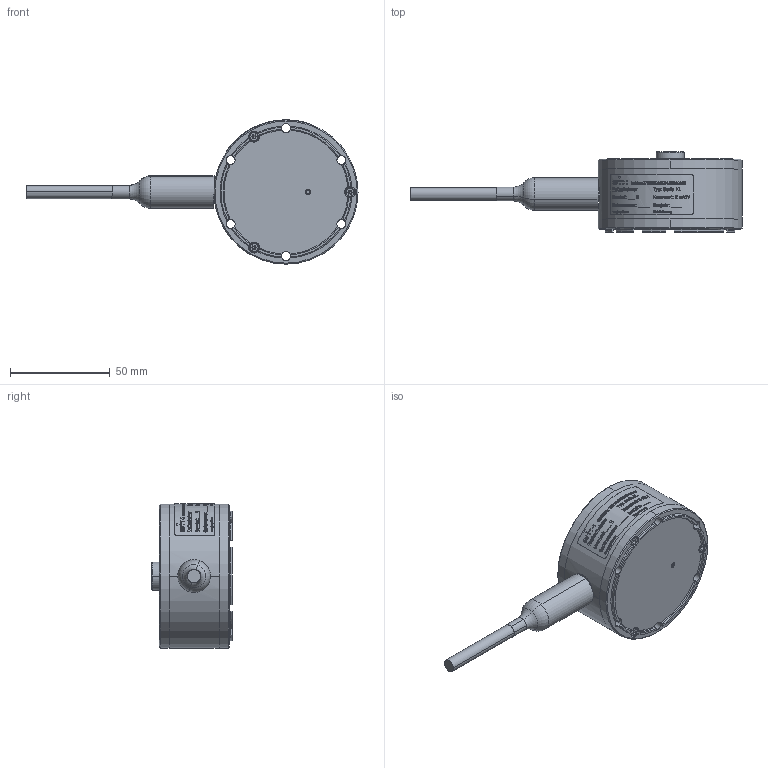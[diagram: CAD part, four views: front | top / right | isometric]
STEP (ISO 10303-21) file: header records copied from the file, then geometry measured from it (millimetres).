
FILE_DESCRIPTION (( 'STEP AP203' ), '1' );
FILE_NAME ('000864.STEP', '2015-05-04T09:43:05', ( '' ), ( '' ), 'SwSTEP 2.0', 'SolidWorks 2012', '' );
FILE_SCHEMA (( 'CONFIG_CONTROL_DESIGN' ));
Length unit declared in the file: millimetre
Products named in the file (1): 000864
Bounding box: 166 x 40.1 x 72.1 mm (x, y, z)
Surface area: 38995.7 mm2 (no closed solid volume)
Topology: 0 solids, 19 shells, 407 faces, 2462 edges, 2210 vertices
Faces by surface type: cylinder 256, plane 87, torus 34, cone 30
Entity records: 36704 total; most frequent: CARTESIAN_POINT 17741, ORIENTED_EDGE 4584, DIRECTION 3117, EDGE_CURVE 2450, VERTEX_POINT 2210, AXIS2_PLACEMENT_3D 1196, B_SPLINE_CURVE_WITH_KNOTS 937, CIRCLE 788
